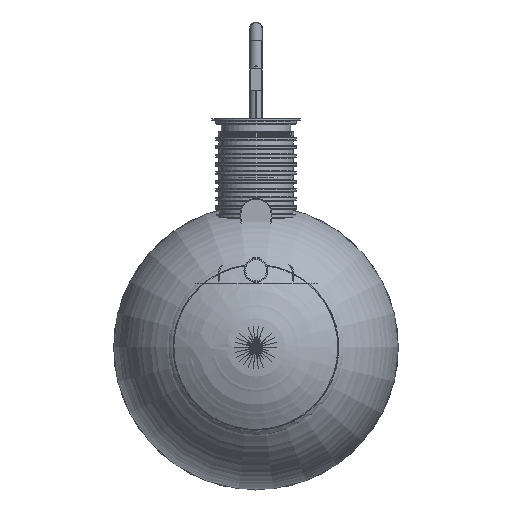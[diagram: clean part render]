
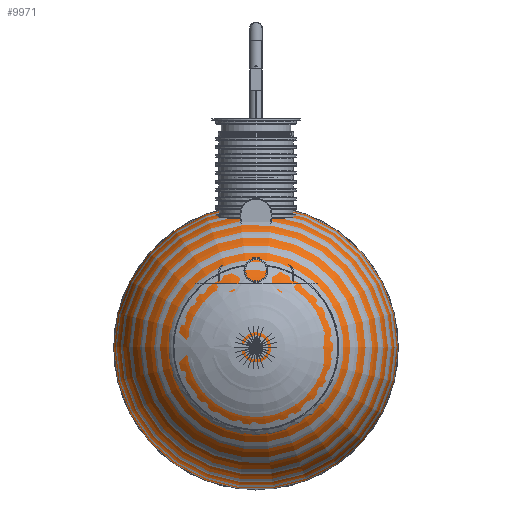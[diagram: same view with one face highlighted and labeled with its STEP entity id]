
A CAD part, front view. The second image highlights one B-rep face of the part: STEP entity #9971.
In plain terms, the highlighted toroidal (fillet/blend) face has major radius 2.49 mm and minor radius 1280 mm.
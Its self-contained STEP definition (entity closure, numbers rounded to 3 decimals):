
#1686=VERTEX_LOOP('',#6245);
#1691=CIRCLE('',#11123,736.783);
#2331=ORIENTED_EDGE('',*,*,#4939,.F.);
#2332=ORIENTED_EDGE('',*,*,#4940,.T.);
#4939=EDGE_CURVE('',#6243,#6244,#7248,.T.);
#4940=EDGE_CURVE('',#6243,#6244,#1691,.T.);
#6243=VERTEX_POINT('',#15774);
#6244=VERTEX_POINT('',#15775);
#6245=VERTEX_POINT('',#15777);
#7248=B_SPLINE_CURVE_WITH_KNOTS('',3,(#15730,#15731,#15732,#15733,#15734,
#15735,#15736,#15737,#15738,#15739,#15740,#15741,#15742,#15743,#15744,#15745,
#15746,#15747,#15748,#15749,#15750,#15751,#15752,#15753,#15754,#15755,#15756,
#15757,#15758,#15759,#15760,#15761,#15762,#15763,#15764,#15765,#15766,#15767,
#15768,#15769,#15770,#15771,#15772,#15773),.UNSPECIFIED.,.F.,.F.,(4,1,1,
1,1,1,1,1,1,1,1,1,1,1,1,1,1,1,1,1,1,1,1,1,1,1,1,1,1,1,1,1,1,1,1,1,1,1,1,
1,1,4),(0.,0.014,0.027,0.041,
0.047,0.054,0.068,0.081,
0.095,0.102,0.108,0.122,
0.135,0.142,0.149,0.163,
0.169,0.176,0.183,0.19,
0.203,0.21,0.217,0.23,
0.237,0.244,0.257,0.264,
0.271,0.284,0.291,0.298,
0.305,0.312,0.325,0.339,
0.352,0.366,0.379,0.406,
0.42,0.433),.UNSPECIFIED.);
#7558=EDGE_LOOP('',(#2331,#2332));
#8758=FACE_BOUND('',#7558,.T.);
#8759=FACE_BOUND('',#1686,.T.);
#9963=DEGENERATE_TOROIDAL_SURFACE('',#11122,2.49,1280.,.T.);
#9971=ADVANCED_FACE('',(#8758,#8759),#9963,.F.);
#11122=AXIS2_PLACEMENT_3D('',#15729,#12550,#12551);
#11123=AXIS2_PLACEMENT_3D('',#15776,#12552,#12553);
#12550=DIRECTION('',(0.,0.,-1.));
#12551=DIRECTION('',(-1.,0.,0.));
#12552=DIRECTION('',(0.,0.,-1.));
#12553=DIRECTION('',(-1.,0.,0.));
#15729=CARTESIAN_POINT('',(2.497,0.,-997.188));
#15730=CARTESIAN_POINT('',(91.938,731.334,51.246));
#15731=CARTESIAN_POINT('',(93.484,727.721,53.626));
#15732=CARTESIAN_POINT('',(96.103,720.426,58.415));
#15733=CARTESIAN_POINT('',(98.714,709.283,65.675));
#15734=CARTESIAN_POINT('',(99.82,699.832,71.789));
#15735=CARTESIAN_POINT('',(100.056,692.175,76.714));
#15736=CARTESIAN_POINT('',(99.845,684.438,81.673));
#15737=CARTESIAN_POINT('',(98.752,674.903,87.75));
#15738=CARTESIAN_POINT('',(96.131,663.648,94.873));
#15739=CARTESIAN_POINT('',(92.829,654.439,100.66));
#15740=CARTESIAN_POINT('',(89.461,647.178,105.2));
#15741=CARTESIAN_POINT('',(85.676,640.156,109.575));
#15742=CARTESIAN_POINT('',(80.145,631.783,114.768));
#15743=CARTESIAN_POINT('',(73.521,623.989,119.571));
#15744=CARTESIAN_POINT('',(67.495,618.119,123.173));
#15745=CARTESIAN_POINT('',(60.996,612.551,126.58));
#15746=CARTESIAN_POINT('',(53.975,607.62,129.584));
#15747=CARTESIAN_POINT('',(46.384,603.323,132.191));
#15748=CARTESIAN_POINT('',(40.372,600.427,133.944));
#15749=CARTESIAN_POINT('',(34.13,597.921,135.455));
#15750=CARTESIAN_POINT('',(25.634,595.158,137.116));
#15751=CARTESIAN_POINT('',(16.85,593.241,138.261));
#15752=CARTESIAN_POINT('',(7.705,592.214,138.864));
#15753=CARTESIAN_POINT('',(-1.461,591.825,139.08));
#15754=CARTESIAN_POINT('',(-10.521,592.37,138.729));
#15755=CARTESIAN_POINT('',(-19.522,593.841,137.817));
#15756=CARTESIAN_POINT('',(-28.421,595.932,136.527));
#15757=CARTESIAN_POINT('',(-36.853,598.851,134.734));
#15758=CARTESIAN_POINT('',(-44.899,602.56,132.455));
#15759=CARTESIAN_POINT('',(-52.681,606.799,129.85));
#15760=CARTESIAN_POINT('',(-59.801,611.651,126.864));
#15761=CARTESIAN_POINT('',(-66.335,617.075,123.518));
#15762=CARTESIAN_POINT('',(-70.956,621.438,120.821));
#15763=CARTESIAN_POINT('',(-75.237,626.025,117.981));
#15764=CARTESIAN_POINT('',(-80.465,632.376,114.038));
#15765=CARTESIAN_POINT('',(-86.158,640.754,108.82));
#15766=CARTESIAN_POINT('',(-91.694,651.503,102.087));
#15767=CARTESIAN_POINT('',(-95.793,662.521,95.147));
#15768=CARTESIAN_POINT('',(-98.569,673.838,87.975));
#15769=CARTESIAN_POINT('',(-100.483,689.287,78.121));
#15770=CARTESIAN_POINT('',(-99.736,704.506,68.319));
#15771=CARTESIAN_POINT('',(-96.332,719.672,58.454));
#15772=CARTESIAN_POINT('',(-93.741,727.041,53.629));
#15773=CARTESIAN_POINT('',(-92.22,730.669,51.246));
#15774=CARTESIAN_POINT('',(91.938,731.334,51.246));
#15775=CARTESIAN_POINT('',(-92.22,730.669,51.246));
#15776=CARTESIAN_POINT('',(2.497,0.,51.246));
#15777=CARTESIAN_POINT('',(2.497,0.,282.809));
